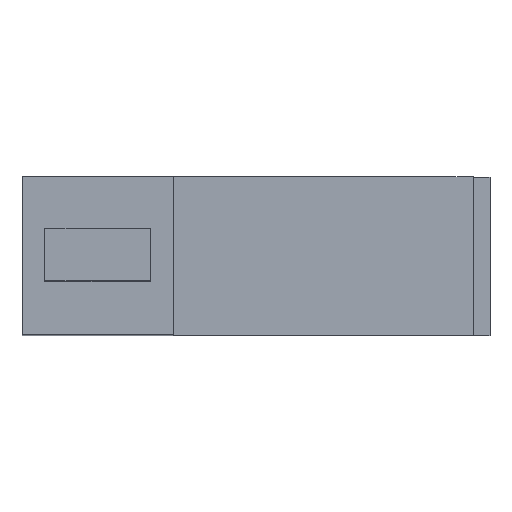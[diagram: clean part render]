
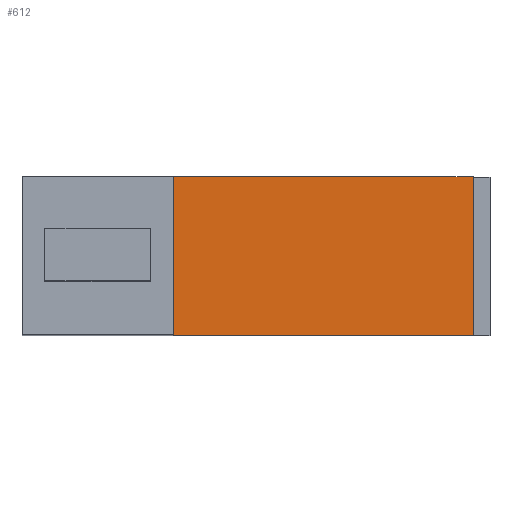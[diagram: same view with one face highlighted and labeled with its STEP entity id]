
A CAD part, top view. The second image highlights one B-rep face of the part: STEP entity #612.
In plain terms, the highlighted planar face has unit normal (0, 0, 1).
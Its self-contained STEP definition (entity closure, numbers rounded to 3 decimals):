
#32=FACE_OUTER_BOUND('',#66,.T.);
#66=EDGE_LOOP('',(#443,#444,#445,#446));
#109=LINE('',#884,#193);
#121=LINE('',#907,#205);
#122=LINE('',#910,#206);
#123=LINE('',#911,#207);
#193=VECTOR('',#720,10.);
#205=VECTOR('',#738,10.);
#206=VECTOR('',#741,10.);
#207=VECTOR('',#742,10.);
#273=VERTEX_POINT('',#881);
#274=VERTEX_POINT('',#883);
#282=VERTEX_POINT('',#905);
#283=VERTEX_POINT('',#909);
#333=EDGE_CURVE('',#273,#274,#109,.T.);
#345=EDGE_CURVE('',#273,#282,#121,.T.);
#346=EDGE_CURVE('',#283,#282,#122,.T.);
#347=EDGE_CURVE('',#274,#283,#123,.T.);
#443=ORIENTED_EDGE('',*,*,#345,.T.);
#444=ORIENTED_EDGE('',*,*,#346,.F.);
#445=ORIENTED_EDGE('',*,*,#347,.F.);
#446=ORIENTED_EDGE('',*,*,#333,.F.);
#578=PLANE('',#662);
#612=ADVANCED_FACE('',(#32),#578,.T.);
#662=AXIS2_PLACEMENT_3D('',#908,#739,#740);
#720=DIRECTION('',(-1.,0.,0.));
#738=DIRECTION('',(0.,1.,0.));
#739=DIRECTION('center_axis',(0.,0.,1.));
#740=DIRECTION('ref_axis',(1.,0.,0.));
#741=DIRECTION('',(1.,0.,0.));
#742=DIRECTION('',(0.,1.,0.));
#881=CARTESIAN_POINT('',(21.342,-3.,17.72));
#883=CARTESIAN_POINT('',(10.003,-3.,17.72));
#884=CARTESIAN_POINT('',(21.342,-3.,17.72));
#905=CARTESIAN_POINT('',(21.342,3.,17.72));
#907=CARTESIAN_POINT('',(21.342,0.,17.72));
#908=CARTESIAN_POINT('Origin',(10.003,0.,17.72));
#909=CARTESIAN_POINT('',(10.003,3.,17.72));
#910=CARTESIAN_POINT('',(21.342,3.,17.72));
#911=CARTESIAN_POINT('',(10.003,0.,17.72));
